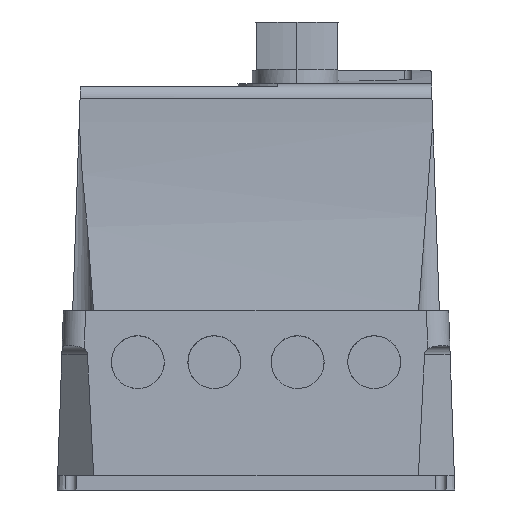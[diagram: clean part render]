
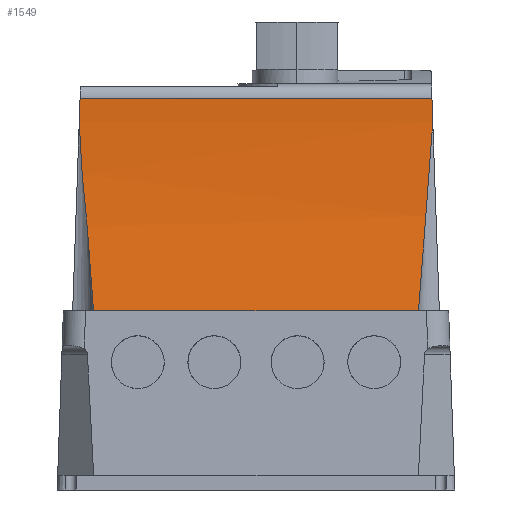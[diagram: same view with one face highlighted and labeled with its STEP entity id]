
A CAD part, front view. The second image highlights one B-rep face of the part: STEP entity #1549.
In plain terms, the highlighted cylindrical face has radius 548.315 mm (diameter 1096.63 mm), a partial arc.
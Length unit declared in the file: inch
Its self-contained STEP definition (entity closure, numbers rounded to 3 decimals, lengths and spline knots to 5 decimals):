
#39 = CARTESIAN_POINT ( 'NONE',  ( 5.9072, -3.76186, -7.83399 ) ) ;
#206 =( BOUNDED_CURVE ( )  B_SPLINE_CURVE ( 3, ( #570, #2064, #807, #1086 ),
 .UNSPECIFIED., .F., .T. ) 
 B_SPLINE_CURVE_WITH_KNOTS ( ( 4, 4 ),
 ( 1.55303, 1.57611 ),
 .UNSPECIFIED. ) 
 CURVE ( )  GEOMETRIC_REPRESENTATION_ITEM ( )  RATIONAL_B_SPLINE_CURVE ( ( 1., 1., 1., 1. ) ) 
 REPRESENTATION_ITEM ( '' )  );
#242 = B_SPLINE_CURVE_WITH_KNOTS ( 'NONE', 3,
 ( #39, #2513, #798, #1767, #560, #537, #3008, #811, #2522, #1029, #1043, #2764, #1281, #2999, #3089, #844 ),
 .UNSPECIFIED., .F., .F.,
 ( 4, 2, 2, 2, 2, 2, 2, 4 ),
 ( 0.01265, 0.02553, 0.0384, 0.05128, 0.06415, 0.0899, 0.10278, 0.11565 ),
 .UNSPECIFIED. ) ;
#262 = B_SPLINE_CURVE_WITH_KNOTS ( 'NONE', 3,
 ( #932, #2681, #711, #1450, #450, #948, #2653, #2673, #1182, #1201, #1697, #3134, #2154, #1671, #2403, #681 ),
 .UNSPECIFIED., .F., .F.,
 ( 4, 2, 2, 2, 2, 2, 2, 4 ),
 ( 0., 0.02577, 0.03865, 0.05153, 0.06441, 0.0773, 0.09018, 0.10306 ),
 .UNSPECIFIED. ) ;
#301 = VERTEX_POINT ( 'NONE', #2473 ) ;
#347 = VERTEX_POINT ( 'NONE', #2017 ) ;
#427 = CARTESIAN_POINT ( 'NONE',  ( 5.90736, 3.75026, -8.16619 ) ) ;
#430 = DIRECTION ( 'NONE',  ( 0., 1., 0. ) ) ;
#450 = CARTESIAN_POINT ( 'NONE',  ( 6.08834, 3.54796, -5.15075 ) ) ;
#469 = FACE_OUTER_BOUND ( 'NONE', #903, .T. ) ;
#486 = CARTESIAN_POINT ( 'NONE',  ( 27.49411, -4.24338, -7.94875 ) ) ;
#532 = VECTOR ( 'NONE', #430, 39.37008 ) ;
#537 = CARTESIAN_POINT ( 'NONE',  ( 5.94512, -3.69478, -6.6537 ) ) ;
#560 = CARTESIAN_POINT ( 'NONE',  ( 5.92754, -3.72297, -6.98995 ) ) ;
#570 = CARTESIAN_POINT ( 'NONE',  ( 5.91031, -3.74446, -8.33227 ) ) ;
#652 = CARTESIAN_POINT ( 'NONE',  ( 5.9072, 3.76186, -7.83399 ) ) ;
#673 = EDGE_CURVE ( 'NONE', #347, #2489, #262, .T. ) ;
#681 = CARTESIAN_POINT ( 'NONE',  ( 5.9072, 3.76186, -7.83399 ) ) ;
#702 = LINE ( 'NONE', #2632, #532 ) ;
#709 = CYLINDRICAL_SURFACE ( 'NONE', #2203, 21.58721 ) ;
#711 = CARTESIAN_POINT ( 'NONE',  ( 6.18419, 3.49197, -4.48341 ) ) ;
#747 = DIRECTION ( 'NONE',  ( 0., 1., 0. ) ) ;
#781 =( BOUNDED_CURVE ( )  B_SPLINE_CURVE ( 3, ( #652, #898, #427, #1734 ),
 .UNSPECIFIED., .F., .F. ) 
 B_SPLINE_CURVE_WITH_KNOTS ( ( 4, 4 ),
 ( 1.56548, 1.58856 ),
 .UNSPECIFIED. ) 
 CURVE ( )  GEOMETRIC_REPRESENTATION_ITEM ( )  RATIONAL_B_SPLINE_CURVE ( ( 1., 1., 1., 1. ) ) 
 REPRESENTATION_ITEM ( '' )  );
#788 = VERTEX_POINT ( 'NONE', #2740 ) ;
#798 = CARTESIAN_POINT ( 'NONE',  ( 5.91098, -3.75393, -7.49617 ) ) ;
#807 = CARTESIAN_POINT ( 'NONE',  ( 5.90632, -3.75606, -8.00009 ) ) ;
#811 = CARTESIAN_POINT ( 'NONE',  ( 5.98124, -3.6463, -6.15092 ) ) ;
#844 = CARTESIAN_POINT ( 'NONE',  ( 6.30562, -3.45818, -3.8189 ) ) ;
#898 = CARTESIAN_POINT ( 'NONE',  ( 5.90632, 3.75606, -8.00009 ) ) ;
#903 = EDGE_LOOP ( 'NONE', ( #2002, #1367, #2158, #1446, #1998, #2019 ) ) ;
#932 = CARTESIAN_POINT ( 'NONE',  ( 6.30562, 3.45818, -3.8189 ) ) ;
#948 = CARTESIAN_POINT ( 'NONE',  ( 6.04733, 3.57952, -5.4847 ) ) ;
#1018 = VERTEX_POINT ( 'NONE', #1828 ) ;
#1029 = CARTESIAN_POINT ( 'NONE',  ( 6.04561, -3.57915, -5.48257 ) ) ;
#1043 = CARTESIAN_POINT ( 'NONE',  ( 6.08654, -3.5465, -5.1493 ) ) ;
#1051 = CARTESIAN_POINT ( 'NONE',  ( 6.30562, -4.24338, -3.8189 ) ) ;
#1086 = CARTESIAN_POINT ( 'NONE',  ( 5.9072, -3.76186, -7.83399 ) ) ;
#1182 = CARTESIAN_POINT ( 'NONE',  ( 5.98104, 3.64653, -6.1533 ) ) ;
#1201 = CARTESIAN_POINT ( 'NONE',  ( 5.95571, 3.67921, -6.48814 ) ) ;
#1222 = CARTESIAN_POINT ( 'NONE',  ( 5.9072, 3.76186, -7.83399 ) ) ;
#1281 = CARTESIAN_POINT ( 'NONE',  ( 6.18614, -3.49332, -4.48373 ) ) ;
#1363 = EDGE_CURVE ( 'NONE', #3188, #347, #2705, .T. ) ;
#1367 = ORIENTED_EDGE ( 'NONE', *, *, #2178, .F. ) ;
#1446 = ORIENTED_EDGE ( 'NONE', *, *, #2024, .F. ) ;
#1450 = CARTESIAN_POINT ( 'NONE',  ( 6.11082, 3.53295, -4.98379 ) ) ;
#1549 = ADVANCED_FACE ( 'NONE', ( #469 ), #709, .F. ) ;
#1658 = EDGE_CURVE ( 'NONE', #788, #3188, #242, .T. ) ;
#1671 = CARTESIAN_POINT ( 'NONE',  ( 5.91099, 3.75392, -7.49616 ) ) ;
#1697 = CARTESIAN_POINT ( 'NONE',  ( 5.945, 3.69496, -6.65572 ) ) ;
#1734 = CARTESIAN_POINT ( 'NONE',  ( 5.91031, 3.74446, -8.33227 ) ) ;
#1767 = CARTESIAN_POINT ( 'NONE',  ( 5.92071, -3.73538, -7.15855 ) ) ;
#1772 = CARTESIAN_POINT ( 'NONE',  ( 6.30562, -3.45818, -3.8189 ) ) ;
#1817 = DIRECTION ( 'NONE',  ( 0., 0., 1. ) ) ;
#1828 = CARTESIAN_POINT ( 'NONE',  ( 5.91031, -3.74446, -8.33227 ) ) ;
#1998 = ORIENTED_EDGE ( 'NONE', *, *, #673, .F. ) ;
#2002 = ORIENTED_EDGE ( 'NONE', *, *, #1658, .F. ) ;
#2017 = CARTESIAN_POINT ( 'NONE',  ( 6.30562, 3.45818, -3.8189 ) ) ;
#2019 = ORIENTED_EDGE ( 'NONE', *, *, #1363, .F. ) ;
#2024 = EDGE_CURVE ( 'NONE', #2489, #301, #781, .T. ) ;
#2064 = CARTESIAN_POINT ( 'NONE',  ( 5.90736, -3.75026, -8.16619 ) ) ;
#2154 = CARTESIAN_POINT ( 'NONE',  ( 5.92068, 3.73543, -7.1594 ) ) ;
#2158 = ORIENTED_EDGE ( 'NONE', *, *, #2751, .T. ) ;
#2178 = EDGE_CURVE ( 'NONE', #1018, #788, #206, .T. ) ;
#2203 = AXIS2_PLACEMENT_3D ( 'NONE', #486, #747, #1817 ) ;
#2241 = VECTOR ( 'NONE', #2996, 39.37008 ) ;
#2403 = CARTESIAN_POINT ( 'NONE',  ( 5.9081, 3.75999, -7.66487 ) ) ;
#2473 = CARTESIAN_POINT ( 'NONE',  ( 5.91031, 3.74446, -8.33227 ) ) ;
#2489 = VERTEX_POINT ( 'NONE', #1222 ) ;
#2513 = CARTESIAN_POINT ( 'NONE',  ( 5.9081, -3.75999, -7.66504 ) ) ;
#2522 = CARTESIAN_POINT ( 'NONE',  ( 5.99587, -3.62936, -5.98368 ) ) ;
#2632 = CARTESIAN_POINT ( 'NONE',  ( 5.91031, -4.24338, -8.33227 ) ) ;
#2653 = CARTESIAN_POINT ( 'NONE',  ( 6.0288, 3.59609, -5.65174 ) ) ;
#2673 = CARTESIAN_POINT ( 'NONE',  ( 5.99565, 3.6296, -5.98604 ) ) ;
#2681 = CARTESIAN_POINT ( 'NONE',  ( 6.24093, 3.46992, -4.15081 ) ) ;
#2705 = LINE ( 'NONE', #1051, #2241 ) ;
#2740 = CARTESIAN_POINT ( 'NONE',  ( 5.9072, -3.76186, -7.83399 ) ) ;
#2751 = EDGE_CURVE ( 'NONE', #1018, #301, #702, .T. ) ;
#2764 = CARTESIAN_POINT ( 'NONE',  ( 6.15976, -3.50562, -4.65004 ) ) ;
#2996 = DIRECTION ( 'NONE',  ( 0., 1., 0. ) ) ;
#2999 = CARTESIAN_POINT ( 'NONE',  ( 6.24287, -3.47254, -4.15124 ) ) ;
#3008 = CARTESIAN_POINT ( 'NONE',  ( 5.95586, -3.679, -6.48593 ) ) ;
#3089 = CARTESIAN_POINT ( 'NONE',  ( 6.27325, -3.46405, -3.985 ) ) ;
#3134 = CARTESIAN_POINT ( 'NONE',  ( 5.92749, 3.72308, -6.99135 ) ) ;
#3188 = VERTEX_POINT ( 'NONE', #1772 ) ;
